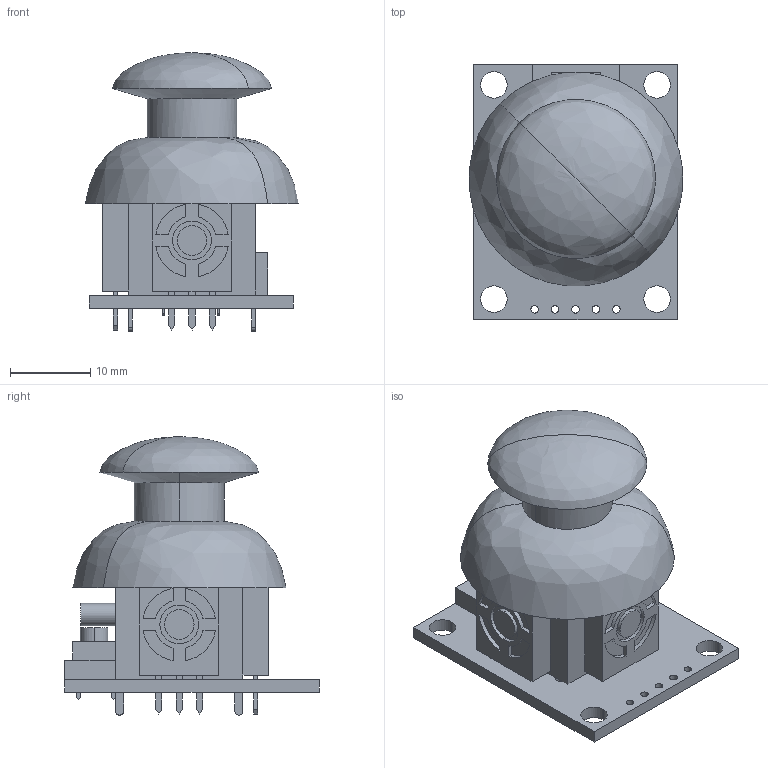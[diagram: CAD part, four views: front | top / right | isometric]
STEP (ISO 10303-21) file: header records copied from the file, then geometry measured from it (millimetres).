
FILE_DESCRIPTION (( 'STEP AP203' ), '1' );
FILE_NAME ('thumb_joystick+breakout.step', '2019-10-07T21:50:09', ( '' ), ( '' ), 'SwSTEP 2.0', 'SolidWorks 2017', '' );
FILE_SCHEMA (( 'CONFIG_CONTROL_DESIGN' ));
Length unit declared in the file: millimetre
Products named in the file (3): thumb_joystick+breakout; joystick-breakout_import; 9032
Assembly tree (2 placements, depth 2):
  thumb_joystick+breakout
    joystick-breakout_import
    9032
Bounding box: 26.57 x 31.75 x 34.67 mm (x, y, z)
Volume: 7623.2 mm3; surface area: 6457.3 mm2
Topology: 2 solids, 2 shells, 227 faces, 590 edges, 391 vertices
Faces by surface type: plane 131, cylinder 86, bspline 6, cone 4
Entity records: 7523 total; most frequent: CARTESIAN_POINT 1409, DIRECTION 1220, ORIENTED_EDGE 1176, EDGE_CURVE 588, AXIS2_PLACEMENT_3D 412, VECTOR 396, LINE 396, VERTEX_POINT 391
